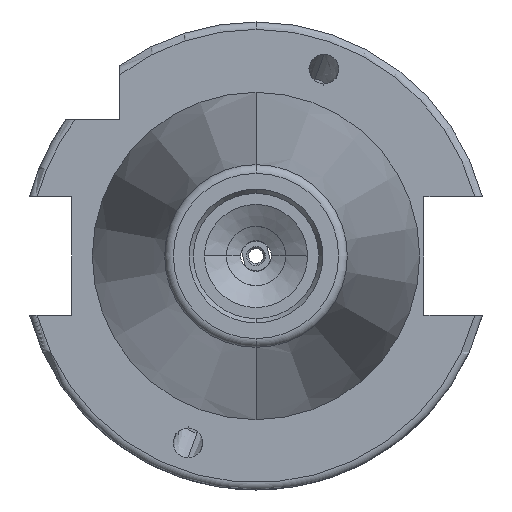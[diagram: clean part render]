
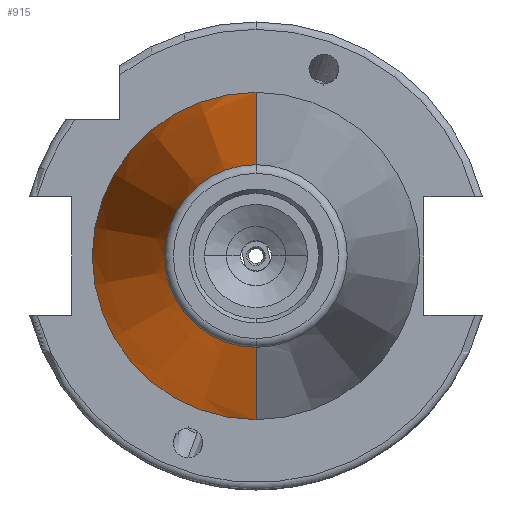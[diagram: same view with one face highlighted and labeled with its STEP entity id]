
A CAD part, left-side view. The second image highlights one B-rep face of the part: STEP entity #915.
In plain terms, the highlighted conical face has half-angle 8.297 degrees and reference radius 22.225 mm.
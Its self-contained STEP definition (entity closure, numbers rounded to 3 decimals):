
#313 = CARTESIAN_POINT ( 'NONE',  ( 0., -22.225, 0. ) ) ;
#423 = CARTESIAN_POINT ( 'NONE',  ( -67.373, 0., 0. ) ) ;
#582 = ORIENTED_EDGE ( 'NONE', *, *, #3184, .T. ) ;
#915 = ADVANCED_FACE ( 'NONE', ( #7507 ), #7086, .T. ) ;
#1347 = CARTESIAN_POINT ( 'NONE',  ( -67.373, -12.4, 0. ) ) ;
#1494 = VERTEX_POINT ( 'NONE', #8158 ) ;
#1550 = VERTEX_POINT ( 'NONE', #7566 ) ;
#2068 = DIRECTION ( 'NONE',  ( 0., -1., 0. ) ) ;
#2078 = DIRECTION ( 'NONE',  ( -1., 0., 0. ) ) ;
#2093 = CARTESIAN_POINT ( 'NONE',  ( 0., 0., 0. ) ) ;
#2163 = AXIS2_PLACEMENT_3D ( 'NONE', #423, #7193, #8530 ) ;
#2215 = AXIS2_PLACEMENT_3D ( 'NONE', #2093, #2078, #2068 ) ;
#2266 = ORIENTED_EDGE ( 'NONE', *, *, #2898, .T. ) ;
#2898 = EDGE_CURVE ( 'NONE', #4363, #1494, #8212, .T. ) ;
#3073 = VERTEX_POINT ( 'NONE', #1347 ) ;
#3131 = EDGE_CURVE ( 'NONE', #3073, #1550, #7809, .T. ) ;
#3184 = EDGE_CURVE ( 'NONE', #3073, #4363, #7880, .T. ) ;
#3226 = EDGE_CURVE ( 'NONE', #1550, #1494, #7769, .T. ) ;
#3532 = DIRECTION ( 'NONE',  ( 0.99, 0.144, 0. ) ) ;
#3731 = ORIENTED_EDGE ( 'NONE', *, *, #3131, .F. ) ;
#4363 = VERTEX_POINT ( 'NONE', #313 ) ;
#6274 = DIRECTION ( 'NONE',  ( 0., 1., 0. ) ) ;
#6287 = CARTESIAN_POINT ( 'NONE',  ( 0., 0., 0. ) ) ;
#6308 = DIRECTION ( 'NONE',  ( 1., 0., 0. ) ) ;
#6327 = AXIS2_PLACEMENT_3D ( 'NONE', #6287, #6308, #6274 ) ;
#6431 = DIRECTION ( 'NONE',  ( 0.99, -0.144, 0. ) ) ;
#7086 = CONICAL_SURFACE ( 'NONE', #6327, 22.225, 0.145 ) ;
#7193 = DIRECTION ( 'NONE',  ( -1., 0., 0. ) ) ;
#7382 = EDGE_LOOP ( 'NONE', ( #3731, #582, #2266, #8171 ) ) ;
#7507 = FACE_OUTER_BOUND ( 'NONE', #7382, .T. ) ;
#7566 = CARTESIAN_POINT ( 'NONE',  ( -67.373, 12.4, 0. ) ) ;
#7679 = VECTOR ( 'NONE', #3532, 1000. ) ;
#7769 = LINE ( 'NONE', #8049, #7679 ) ;
#7800 = VECTOR ( 'NONE', #6431, 1000. ) ;
#7809 = CIRCLE ( 'NONE', #2163, 12.4 ) ;
#7880 = LINE ( 'NONE', #8022, #7800 ) ;
#8022 = CARTESIAN_POINT ( 'NONE',  ( 0., -22.225, 0. ) ) ;
#8049 = CARTESIAN_POINT ( 'NONE',  ( 0., 22.225, 0. ) ) ;
#8158 = CARTESIAN_POINT ( 'NONE',  ( 0., 22.225, 0. ) ) ;
#8171 = ORIENTED_EDGE ( 'NONE', *, *, #3226, .F. ) ;
#8212 = CIRCLE ( 'NONE', #2215, 22.225 ) ;
#8530 = DIRECTION ( 'NONE',  ( 0., -1., 0. ) ) ;
